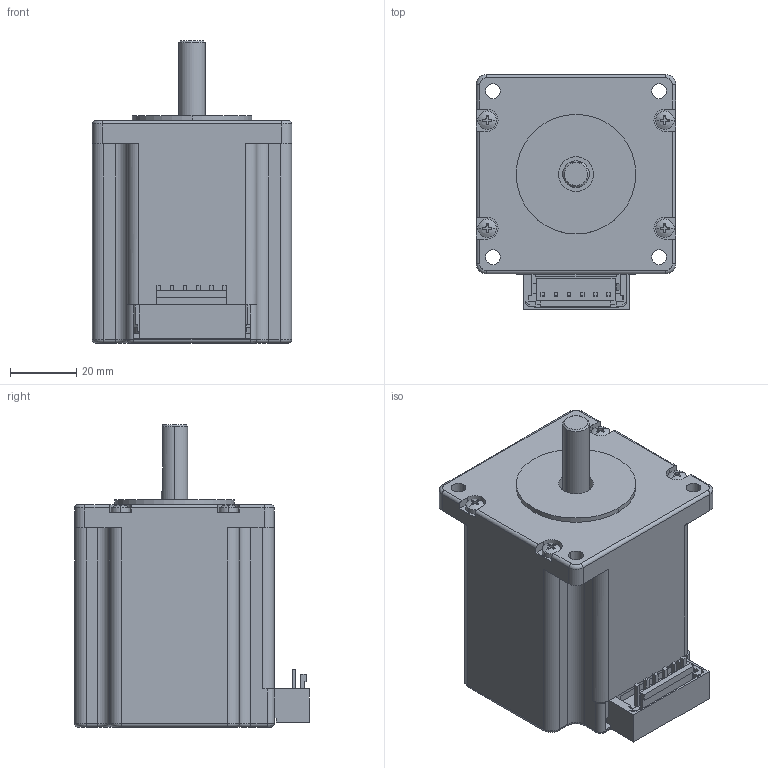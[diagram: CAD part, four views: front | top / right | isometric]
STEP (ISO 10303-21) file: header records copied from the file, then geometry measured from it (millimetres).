
FILE_DESCRIPTION((''),'2;1');
FILE_NAME('FL60STH65-2804AFC_SW0001','2021-03-18T14:56:59',('guhaibo'),(''),'CREO PARAMETRIC BY PTC INC, 2017110','CREO PARAMETRIC BY PTC INC, 2017110','');
FILE_SCHEMA(('CONFIG_CONTROL_DESIGN'));
Length unit declared in the file: millimetre
Products named in the file (1): FL60STH65-2804AFC_SW0001
Bounding box: 60 x 70.6 x 91 mm (x, y, z)
Surface area: 34667.8 mm2 (no closed solid volume)
Topology: 0 solids, 23 shells, 384 faces, 2002 edges, 1621 vertices
Faces by surface type: plane 256, cylinder 94, torus 16, sphere 8, bspline 6, cone 4
Entity records: 20330 total; most frequent: CARTESIAN_POINT 4721, DIRECTION 3062, ORIENTED_EDGE 2897, EDGE_CURVE 1998, VERTEX_POINT 1621, VECTOR 1568, LINE 1568, AXIS2_PLACEMENT_3D 747
